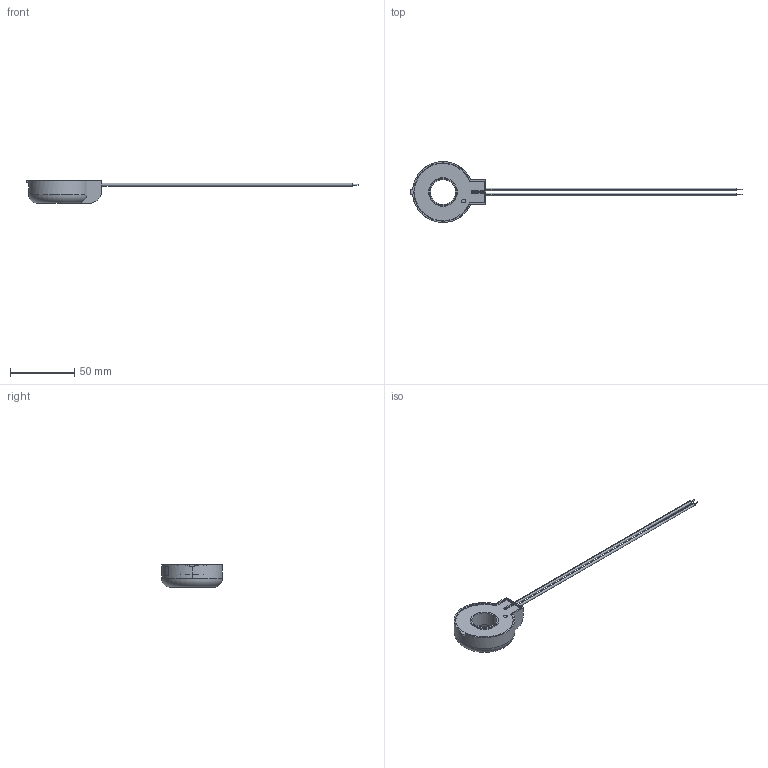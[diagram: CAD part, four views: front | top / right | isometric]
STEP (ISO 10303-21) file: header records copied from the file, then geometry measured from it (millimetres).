
FILE_DESCRIPTION (( 'STEP AP203' ), '1' );
FILE_NAME ('CR8459-2000-N.STEP', '2023-08-28T18:07:41', ( '' ), ( '' ), 'SwSTEP 2.0', 'SolidWorks 2022', '' );
FILE_SCHEMA (( 'CONFIG_CONTROL_DESIGN' ));
Length unit declared in the file: inch
Products named in the file (1): CR8459-2000-N
Bounding box: 259.12 x 47.52 x 17.5 mm (x, y, z)
Volume: 15845 mm3; surface area: 14649.2 mm2
Topology: 1 solids, 6 shells, 548 faces, 1453 edges, 964 vertices
Faces by surface type: plane 356, bspline 137, cylinder 41, torus 14
Entity records: 25383 total; most frequent: CARTESIAN_POINT 12737, ORIENTED_EDGE 2906, DIRECTION 2005, EDGE_CURVE 1453, VERTEX_POINT 964, LINE 959, VECTOR 959, EDGE_LOOP 599
